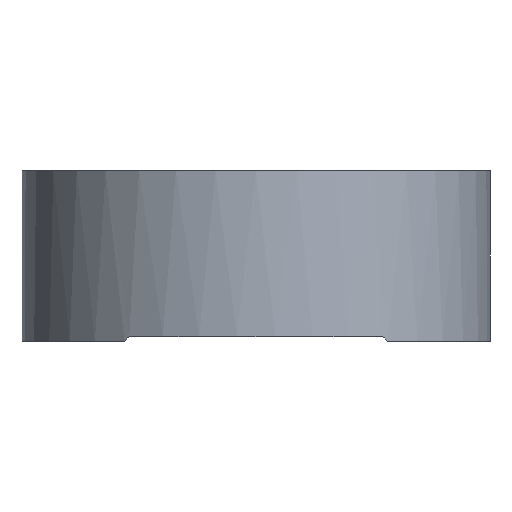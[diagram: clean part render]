
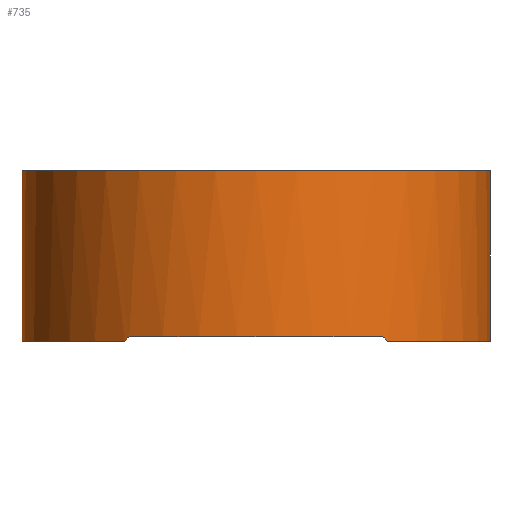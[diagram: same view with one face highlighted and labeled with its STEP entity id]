
A CAD part, left-side view. The second image highlights one B-rep face of the part: STEP entity #735.
In plain terms, the highlighted cylindrical face has radius 12.7 mm (diameter 25.4 mm), a partial arc.
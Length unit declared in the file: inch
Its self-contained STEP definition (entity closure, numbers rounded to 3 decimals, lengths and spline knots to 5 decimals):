
#121=CARTESIAN_POINT('',(0.0,0.5,0.355));
#122=VERTEX_POINT('',#121);
#129=CARTESIAN_POINT('',(0.0,-0.5,0.355));
#130=VERTEX_POINT('',#129);
#131=CARTESIAN_POINT('',(0.0,0.0,0.355));
#132=DIRECTION('',(0.0,0.0,-1.0));
#133=DIRECTION('',(-1.0,0.0,0.0));
#134=AXIS2_PLACEMENT_3D('',#131,#132,#133);
#135=CIRCLE('',#134,0.5);
#136=EDGE_CURVE('',#130,#122,#135,.T.);
#243=CARTESIAN_POINT('',(-0.42019,-0.271,0.));
#244=VERTEX_POINT('',#243);
#251=CARTESIAN_POINT('',(-0.42019,0.271,0.0));
#252=VERTEX_POINT('',#251);
#253=CARTESIAN_POINT('',(0.0,0.0,0.));
#254=DIRECTION('',(0.0,0.0,1.0));
#255=DIRECTION('',(-1.0,0.0,0.0));
#256=AXIS2_PLACEMENT_3D('',#253,#254,#255);
#257=CIRCLE('',#256,0.5);
#258=EDGE_CURVE('',#252,#244,#257,.T.);
#591=CARTESIAN_POINT('',(-0.41357,-0.281,-0.01));
#592=VERTEX_POINT('',#591);
#593=CARTESIAN_POINT('',(0.0,0.0,0.271));
#594=DIRECTION('',(0.,-0.707,0.707));
#595=DIRECTION('',(0.0,-0.707,-0.707));
#596=AXIS2_PLACEMENT_3D('',#593,#594,#595);
#597=ELLIPSE('',#596,0.70711,0.5);
#598=EDGE_CURVE('',#244,#592,#597,.T.);
#616=CARTESIAN_POINT('',(-0.41357,0.281,-0.01));
#617=VERTEX_POINT('',#616);
#618=CARTESIAN_POINT('',(0.0,0.0,0.271));
#619=DIRECTION('',(0.,0.707,0.707));
#620=DIRECTION('',(0.0,-0.707,0.707));
#621=AXIS2_PLACEMENT_3D('',#618,#619,#620);
#622=ELLIPSE('',#621,0.70711,0.5);
#623=EDGE_CURVE('',#617,#252,#622,.T.);
#642=CARTESIAN_POINT('',(0.0,0.5,-0.01));
#643=VERTEX_POINT('',#642);
#644=CARTESIAN_POINT('',(0.0,0.0,-0.01));
#645=DIRECTION('',(0.0,0.0,1.0));
#646=DIRECTION('',(-1.0,0.0,0.0));
#647=AXIS2_PLACEMENT_3D('',#644,#645,#646);
#648=CIRCLE('',#647,0.5);
#649=EDGE_CURVE('',#643,#617,#648,.T.);
#668=CARTESIAN_POINT('',(0.0,-0.5,-0.01));
#669=VERTEX_POINT('',#668);
#676=CARTESIAN_POINT('',(0.0,0.0,-0.01));
#677=DIRECTION('',(0.0,0.0,1.0));
#678=DIRECTION('',(-1.0,0.0,0.0));
#679=AXIS2_PLACEMENT_3D('',#676,#677,#678);
#680=CIRCLE('',#679,0.5);
#681=EDGE_CURVE('',#592,#669,#680,.T.);
#704=CARTESIAN_POINT('',(0.0,-0.5,-0.01));
#705=DIRECTION('',(0.0,0.0,1.0));
#706=VECTOR('',#705,0.365);
#707=LINE('',#704,#706);
#708=EDGE_CURVE('',#669,#130,#707,.T.);
#715=CARTESIAN_POINT('',(0.0,0.0,-0.01));
#716=DIRECTION('',(0.0,0.,1.0));
#717=DIRECTION('',(-1.0,0.0,0.0));
#718=AXIS2_PLACEMENT_3D('',#715,#716,#717);
#719=CYLINDRICAL_SURFACE('',#718,0.5);
#720=ORIENTED_EDGE('',*,*,#598,.T.);
#721=ORIENTED_EDGE('',*,*,#681,.T.);
#722=ORIENTED_EDGE('',*,*,#708,.T.);
#723=ORIENTED_EDGE('',*,*,#136,.T.);
#724=CARTESIAN_POINT('',(0.0,0.5,-0.01));
#725=DIRECTION('',(0.0,0.0,1.0));
#726=VECTOR('',#725,0.365);
#727=LINE('',#724,#726);
#728=EDGE_CURVE('',#643,#122,#727,.T.);
#729=ORIENTED_EDGE('',*,*,#728,.F.);
#730=ORIENTED_EDGE('',*,*,#649,.T.);
#731=ORIENTED_EDGE('',*,*,#623,.T.);
#732=ORIENTED_EDGE('',*,*,#258,.T.);
#733=EDGE_LOOP('',(#720,#721,#722,#723,#729,#730,#731,#732));
#734=FACE_OUTER_BOUND('',#733,.T.);
#735=ADVANCED_FACE('',(#734),#719,.T.);
